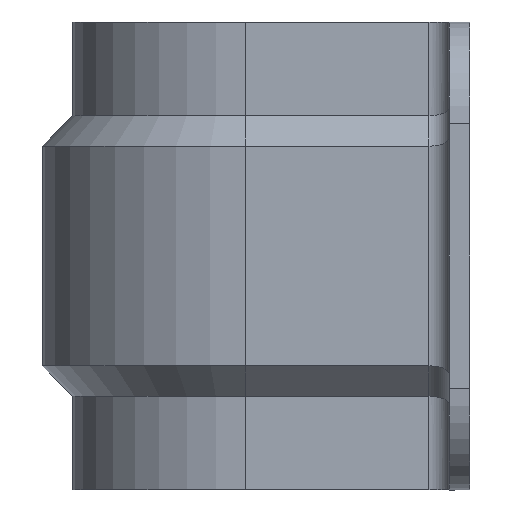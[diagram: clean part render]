
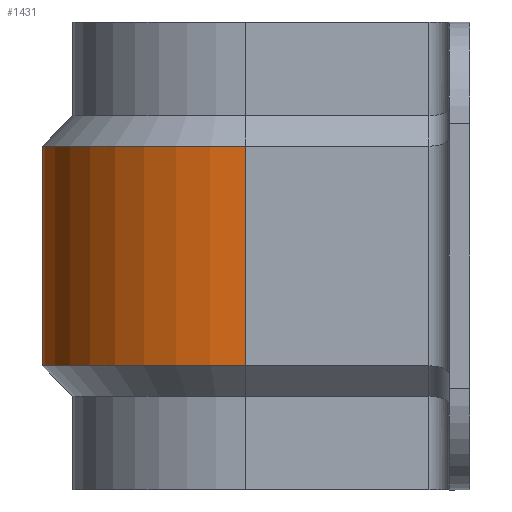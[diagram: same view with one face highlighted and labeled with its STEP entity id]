
A CAD part, left-side view. The second image highlights one B-rep face of the part: STEP entity #1431.
In plain terms, the highlighted cylindrical face has radius 20 mm (diameter 40 mm), a partial arc.
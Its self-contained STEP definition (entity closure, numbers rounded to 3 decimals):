
#71 = DIRECTION ( 'NONE',  ( -1., 0., 0. ) ) ;
#91 = ORIENTED_EDGE ( 'NONE', *, *, #2718, .T. ) ;
#264 = CARTESIAN_POINT ( 'NONE',  ( 20., 0., 10.8 ) ) ;
#326 = VERTEX_POINT ( 'NONE', #264 ) ;
#378 = VERTEX_POINT ( 'NONE', #1763 ) ;
#485 = CYLINDRICAL_SURFACE ( 'NONE', #2824, 20. ) ;
#494 = DIRECTION ( 'NONE',  ( 0., 0., -1. ) ) ;
#539 = ORIENTED_EDGE ( 'NONE', *, *, #3835, .F. ) ;
#907 = CARTESIAN_POINT ( 'NONE',  ( 0., 0., 10.8 ) ) ;
#1286 = VECTOR ( 'NONE', #2746, 1000. ) ;
#1413 = CIRCLE ( 'NONE', #3034, 20. ) ;
#1431 = ADVANCED_FACE ( 'NONE', ( #2048 ), #485, .T. ) ;
#1763 = CARTESIAN_POINT ( 'NONE',  ( 20., 0., -10.8 ) ) ;
#1806 = DIRECTION ( 'NONE',  ( -1., 0., 0. ) ) ;
#1917 = EDGE_LOOP ( 'NONE', ( #91, #2094, #539, #3008 ) ) ;
#2048 = FACE_OUTER_BOUND ( 'NONE', #1917, .T. ) ;
#2088 = DIRECTION ( 'NONE',  ( -1., 0., 0. ) ) ;
#2094 = ORIENTED_EDGE ( 'NONE', *, *, #2525, .T. ) ;
#2251 = DIRECTION ( 'NONE',  ( 0., 0., -1. ) ) ;
#2277 = VERTEX_POINT ( 'NONE', #3777 ) ;
#2368 = CIRCLE ( 'NONE', #2755, 20. ) ;
#2522 = DIRECTION ( 'NONE',  ( 0., 0., -1. ) ) ;
#2525 = EDGE_CURVE ( 'NONE', #326, #378, #3725, .T. ) ;
#2680 = CARTESIAN_POINT ( 'NONE',  ( 0., 0., -10.8 ) ) ;
#2718 = EDGE_CURVE ( 'NONE', #3822, #326, #1413, .T. ) ;
#2746 = DIRECTION ( 'NONE',  ( 0., 0., -1. ) ) ;
#2755 = AXIS2_PLACEMENT_3D ( 'NONE', #2680, #2251, #1806 ) ;
#2824 = AXIS2_PLACEMENT_3D ( 'NONE', #2938, #2522, #2088 ) ;
#2885 = DIRECTION ( 'NONE',  ( 0., 0., -1. ) ) ;
#2919 = VECTOR ( 'NONE', #2885, 1000. ) ;
#2938 = CARTESIAN_POINT ( 'NONE',  ( 0., 0., -47.691 ) ) ;
#3008 = ORIENTED_EDGE ( 'NONE', *, *, #3936, .F. ) ;
#3034 = AXIS2_PLACEMENT_3D ( 'NONE', #907, #494, #71 ) ;
#3170 = CARTESIAN_POINT ( 'NONE',  ( -20., 0., -10.8 ) ) ;
#3310 = CARTESIAN_POINT ( 'NONE',  ( 20., 0., -10.8 ) ) ;
#3592 = LINE ( 'NONE', #3170, #1286 ) ;
#3725 = LINE ( 'NONE', #3310, #2919 ) ;
#3777 = CARTESIAN_POINT ( 'NONE',  ( -20., 0., -10.8 ) ) ;
#3822 = VERTEX_POINT ( 'NONE', #3934 ) ;
#3835 = EDGE_CURVE ( 'NONE', #2277, #378, #2368, .T. ) ;
#3934 = CARTESIAN_POINT ( 'NONE',  ( -20., 0., 10.8 ) ) ;
#3936 = EDGE_CURVE ( 'NONE', #3822, #2277, #3592, .T. ) ;
